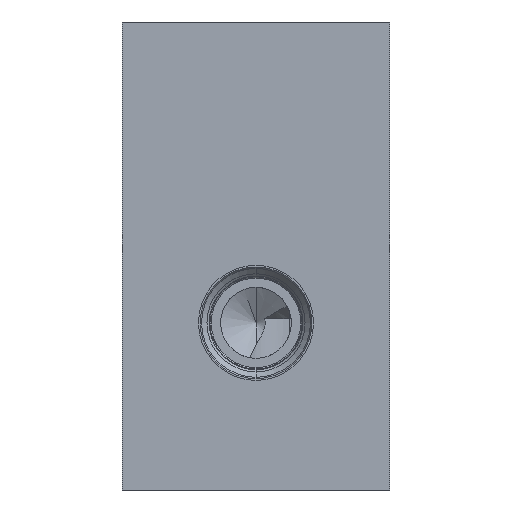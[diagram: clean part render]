
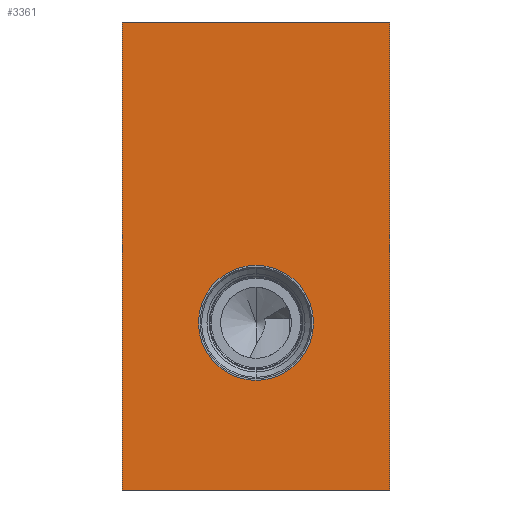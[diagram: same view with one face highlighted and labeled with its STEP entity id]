
A CAD part, front view. The second image highlights one B-rep face of the part: STEP entity #3361.
In plain terms, the highlighted planar face has unit normal (0, -1, 0).
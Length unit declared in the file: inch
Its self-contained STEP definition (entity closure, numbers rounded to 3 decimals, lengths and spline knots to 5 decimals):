
#15=DIRECTION('',(1.,0.,0.));
#16=VECTOR('',#15,2.);
#17=CARTESIAN_POINT('',(0.,-3.5,0.));
#18=LINE('',#17,#16);
#715=DIRECTION('',(0.,0.,1.));
#716=VECTOR('',#715,3.5);
#717=CARTESIAN_POINT('',(2.,-3.5,0.));
#718=LINE('',#717,#716);
#759=DIRECTION('',(0.,0.,1.));
#760=VECTOR('',#759,3.5);
#761=CARTESIAN_POINT('',(0.,-3.5,0.));
#762=LINE('',#761,#760);
#763=CARTESIAN_POINT('',(1.,-3.5,1.25));
#764=DIRECTION('',(0.,1.,0.));
#765=DIRECTION('',(0.,0.,-1.));
#766=AXIS2_PLACEMENT_3D('',#763,#764,#765);
#768=CARTESIAN_POINT('',(1.,-3.5,1.25));
#769=DIRECTION('',(0.,1.,0.));
#770=DIRECTION('',(0.,0.,1.));
#771=AXIS2_PLACEMENT_3D('',#768,#769,#770);
#785=DIRECTION('',(1.,0.,0.));
#786=VECTOR('',#785,2.);
#787=CARTESIAN_POINT('',(0.,-3.5,3.5));
#788=LINE('',#787,#786);
#2590=CARTESIAN_POINT('',(0.,-3.5,0.));
#2591=CARTESIAN_POINT('',(2.,-3.5,0.));
#2592=VERTEX_POINT('',#2590);
#2593=VERTEX_POINT('',#2591);
#2599=CARTESIAN_POINT('',(0.,-3.5,3.5));
#2601=VERTEX_POINT('',#2599);
#2602=CARTESIAN_POINT('',(2.,-3.5,3.5));
#2603=VERTEX_POINT('',#2602);
#2851=CARTESIAN_POINT('',(1.,-3.5,1.6805));
#2852=VERTEX_POINT('',#2851);
#2857=CARTESIAN_POINT('',(1.,-3.5,0.8195));
#2858=VERTEX_POINT('',#2857);
#3343=CARTESIAN_POINT('',(0.,-3.5,0.));
#3344=DIRECTION('',(0.,-1.,0.));
#3345=DIRECTION('',(1.,0.,0.));
#3346=AXIS2_PLACEMENT_3D('',#3343,#3344,#3345);
#3347=PLANE('',#3346);
#3348=ORIENTED_EDGE('',*,*,#2951,.F.);
#3349=ORIENTED_EDGE('',*,*,#3192,.T.);
#3351=ORIENTED_EDGE('',*,*,#3350,.T.);
#3352=ORIENTED_EDGE('',*,*,#3312,.F.);
#3353=EDGE_LOOP('',(#3348,#3349,#3351,#3352));
#3354=FACE_OUTER_BOUND('',#3353,.F.);
#3356=ORIENTED_EDGE('',*,*,#3355,.F.);
#3358=ORIENTED_EDGE('',*,*,#3357,.F.);
#3359=EDGE_LOOP('',(#3356,#3358));
#3360=FACE_BOUND('',#3359,.F.);
#3361=ADVANCED_FACE('',(#3354,#3360),#3347,.T.);
#767=CIRCLE('',#766,0.4305);
#772=CIRCLE('',#771,0.4305);
#2951=EDGE_CURVE('',#2592,#2593,#18,.T.);
#3192=EDGE_CURVE('',#2592,#2601,#762,.T.);
#3312=EDGE_CURVE('',#2593,#2603,#718,.T.);
#3350=EDGE_CURVE('',#2601,#2603,#788,.T.);
#3355=EDGE_CURVE('',#2858,#2852,#767,.T.);
#3357=EDGE_CURVE('',#2852,#2858,#772,.T.);
